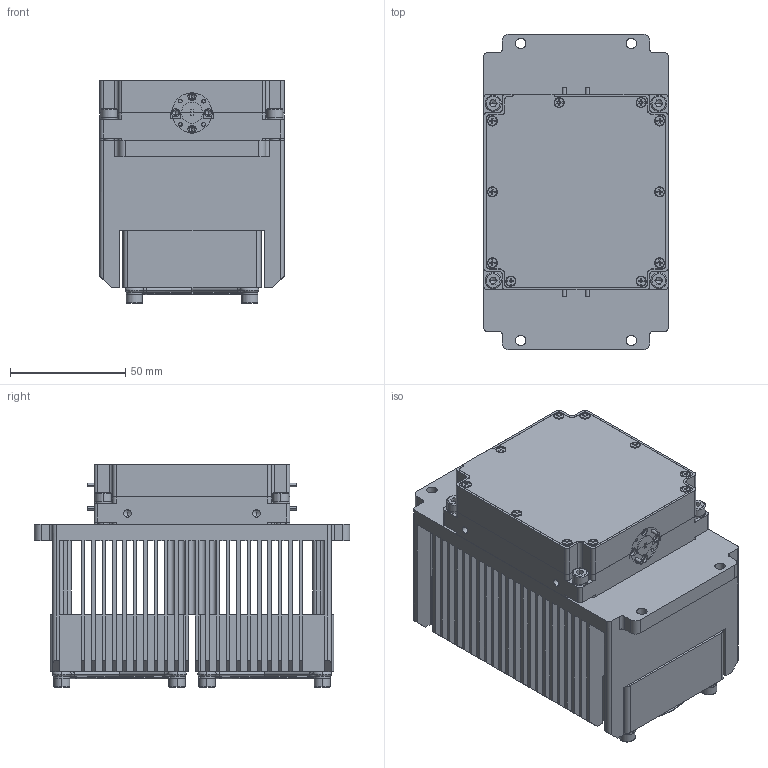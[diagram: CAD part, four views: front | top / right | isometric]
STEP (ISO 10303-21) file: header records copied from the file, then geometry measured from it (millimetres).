
FILE_DESCRIPTION (( 'STEP AP214' ), '1' );
FILE_NAME ('BP-HW-A-H, Defeatured.STEP', '2025-11-05T19:02:56', ( '' ), ( '' ), 'SwSTEP 2.0', 'SolidWorks 2021', '' );
FILE_SCHEMA (( 'AUTOMOTIVE_DESIGN' ));
Length unit declared in the file: inch
Products named in the file (1): BP-HW-A-H, Defeatured
Bounding box: 80 x 137 x 96.8 mm (x, y, z)
Volume: 491586.2 mm3; surface area: 265359.5 mm2
Topology: 58 solids, 58 shells, 2043 faces, 5101 edges, 3144 vertices
Faces by surface type: plane 1061, cylinder 606, torus 196, cone 180
Entity records: 87360 total; most frequent: DIRECTION 10774, CARTESIAN_POINT 10612, ORIENTED_EDGE 9986, EDGE_CURVE 4993, AXIS2_PLACEMENT_3D 3834, VERTEX_POINT 3144, LINE 3106, VECTOR 3106
